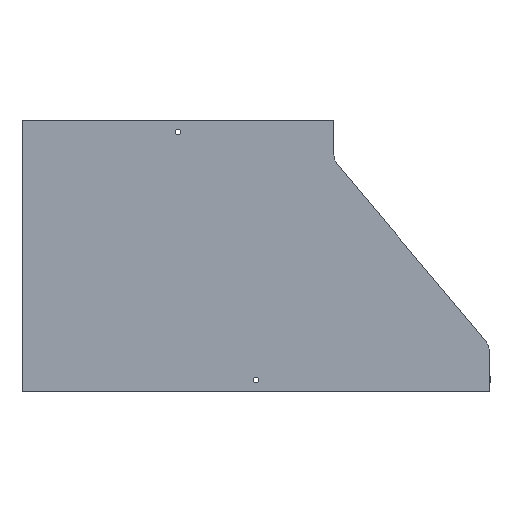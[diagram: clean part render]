
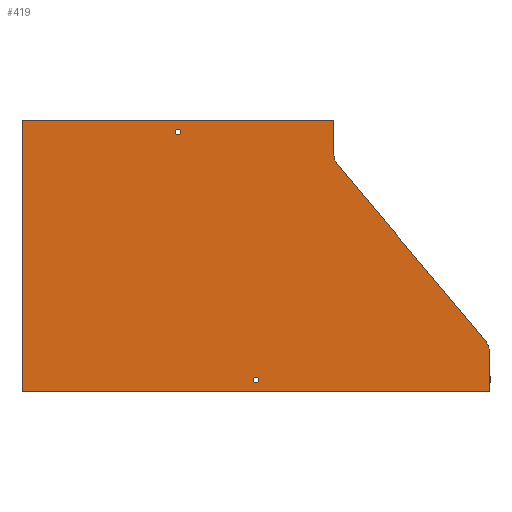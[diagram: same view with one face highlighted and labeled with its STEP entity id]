
A CAD part, front view. The second image highlights one B-rep face of the part: STEP entity #419.
In plain terms, the highlighted planar face has unit normal (0, -1, 0).
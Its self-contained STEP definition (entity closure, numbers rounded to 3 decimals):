
#8 = VERTEX_POINT ( 'NONE', #463 ) ;
#14 = VERTEX_POINT ( 'NONE', #464 ) ;
#18 = DIRECTION ( 'NONE',  ( 0., 0., 1. ) ) ;
#19 = DIRECTION ( 'NONE',  ( 0., 1., 0. ) ) ;
#34 = VERTEX_POINT ( 'NONE', #398 ) ;
#35 = FACE_BOUND ( 'NONE', #199, .T. ) ;
#39 = FACE_BOUND ( 'NONE', #193, .T. ) ;
#188 = EDGE_LOOP ( 'NONE', ( #1204, #1203, #1202, #1201, #1200, #1199, #1198, #1197 ) ) ;
#193 = EDGE_LOOP ( 'NONE', ( #1205 ) ) ;
#199 = EDGE_LOOP ( 'NONE', ( #1206 ) ) ;
#227 = DIRECTION ( 'NONE',  ( 0., 0., -1. ) ) ;
#228 = DIRECTION ( 'NONE',  ( 0., 0., 1. ) ) ;
#229 = DIRECTION ( 'NONE',  ( -0.643, 0., 0.766 ) ) ;
#231 = CARTESIAN_POINT ( 'NONE',  ( 570., 0., -300.288 ) ) ;
#232 = DIRECTION ( 'NONE',  ( 0., -1., 0. ) ) ;
#233 = DIRECTION ( 'NONE',  ( 0., 0., 1. ) ) ;
#235 = CARTESIAN_POINT ( 'NONE',  ( 420., 0., -44.069 ) ) ;
#236 = DIRECTION ( 'NONE',  ( 0., 1., 0. ) ) ;
#237 = DIRECTION ( 'NONE',  ( 0., 0., 1. ) ) ;
#328 = CARTESIAN_POINT ( 'NONE',  ( 400., 0., 0. ) ) ;
#334 = CARTESIAN_POINT ( 'NONE',  ( 400., 0., -44.069 ) ) ;
#338 = CARTESIAN_POINT ( 'NONE',  ( 0., 0., 0. ) ) ;
#339 = CARTESIAN_POINT ( 'NONE',  ( 600., 0., -300.288 ) ) ;
#348 = CARTESIAN_POINT ( 'NONE',  ( 600., 0., -348. ) ) ;
#364 = CARTESIAN_POINT ( 'NONE',  ( 200., 0., -18.5 ) ) ;
#366 = CARTESIAN_POINT ( 'NONE',  ( 300., 0., -336.5 ) ) ;
#398 = CARTESIAN_POINT ( 'NONE',  ( 592.967, 0., -280.987 ) ) ;
#419 = ADVANCED_FACE ( 'NONE', ( #35, #39, #1179 ), #837, .F. ) ;
#457 = DIRECTION ( 'NONE',  ( 0., -1., 0. ) ) ;
#463 = CARTESIAN_POINT ( 'NONE',  ( 404.688, 0., -56.935 ) ) ;
#464 = CARTESIAN_POINT ( 'NONE',  ( 0., 0., -348. ) ) ;
#495 = AXIS2_PLACEMENT_3D ( 'NONE', #835, #19, #18 ) ;
#505 = EDGE_CURVE ( 'NONE', #1086, #1078, #646, .T. ) ;
#521 = EDGE_CURVE ( 'NONE', #1163, #1154, #674, .T. ) ;
#539 = EDGE_CURVE ( 'NONE', #1153, #1078, #705, .T. ) ;
#542 = EDGE_CURVE ( 'NONE', #1163, #14, #711, .T. ) ;
#547 = EDGE_CURVE ( 'NONE', #799, #799, #721, .T. ) ;
#548 = EDGE_CURVE ( 'NONE', #795, #795, #725, .T. ) ;
#549 = EDGE_CURVE ( 'NONE', #14, #1153, #723, .T. ) ;
#550 = EDGE_CURVE ( 'NONE', #1154, #34, #724, .T. ) ;
#551 = EDGE_CURVE ( 'NONE', #34, #8, #728, .T. ) ;
#552 = EDGE_CURVE ( 'NONE', #8, #1086, #726, .T. ) ;
#646 = LINE ( 'NONE', #974, #648 ) ;
#648 = VECTOR ( 'NONE', #975, 1000. ) ;
#674 = LINE ( 'NONE', #1010, #676 ) ;
#676 = VECTOR ( 'NONE', #1011, 1000. ) ;
#705 = LINE ( 'NONE', #1057, #708 ) ;
#708 = VECTOR ( 'NONE', #1058, 1000. ) ;
#711 = LINE ( 'NONE', #1063, #714 ) ;
#714 = VECTOR ( 'NONE', #1064, 1000. ) ;
#721 = CIRCLE ( 'NONE', #1105, 3.5 ) ;
#723 = LINE ( 'NONE', #1066, #727 ) ;
#724 = CIRCLE ( 'NONE', #1103, 30. ) ;
#725 = CIRCLE ( 'NONE', #1104, 3.5 ) ;
#726 = CIRCLE ( 'NONE', #1102, 20. ) ;
#727 = VECTOR ( 'NONE', #228, 1000. ) ;
#728 = LINE ( 'NONE', #1073, #729 ) ;
#729 = VECTOR ( 'NONE', #229, 1000. ) ;
#795 = VERTEX_POINT ( 'NONE', #364 ) ;
#799 = VERTEX_POINT ( 'NONE', #366 ) ;
#835 = CARTESIAN_POINT ( 'NONE',  ( -420., 0., -44.069 ) ) ;
#837 = PLANE ( 'NONE',  #495 ) ;
#974 = CARTESIAN_POINT ( 'NONE',  ( 400., 0., 0. ) ) ;
#975 = DIRECTION ( 'NONE',  ( 0., 0., 1. ) ) ;
#1010 = CARTESIAN_POINT ( 'NONE',  ( 600., 0., -300.288 ) ) ;
#1011 = DIRECTION ( 'NONE',  ( 0., 0., 1. ) ) ;
#1057 = CARTESIAN_POINT ( 'NONE',  ( -400., 0., 0. ) ) ;
#1058 = DIRECTION ( 'NONE',  ( 1., 0., 0. ) ) ;
#1063 = CARTESIAN_POINT ( 'NONE',  ( -600., 0., -348. ) ) ;
#1064 = DIRECTION ( 'NONE',  ( -1., 0., 0. ) ) ;
#1066 = CARTESIAN_POINT ( 'NONE',  ( 0., 0., 0. ) ) ;
#1073 = CARTESIAN_POINT ( 'NONE',  ( 404.688, 0., -56.935 ) ) ;
#1074 = CARTESIAN_POINT ( 'NONE',  ( 300., 0., -333. ) ) ;
#1075 = DIRECTION ( 'NONE',  ( 0., -1., 0. ) ) ;
#1076 = DIRECTION ( 'NONE',  ( 0., 0., -1. ) ) ;
#1078 = VERTEX_POINT ( 'NONE', #328 ) ;
#1086 = VERTEX_POINT ( 'NONE', #334 ) ;
#1102 = AXIS2_PLACEMENT_3D ( 'NONE', #235, #236, #237 ) ;
#1103 = AXIS2_PLACEMENT_3D ( 'NONE', #231, #232, #233 ) ;
#1104 = AXIS2_PLACEMENT_3D ( 'NONE', #1269, #457, #227 ) ;
#1105 = AXIS2_PLACEMENT_3D ( 'NONE', #1074, #1075, #1076 ) ;
#1153 = VERTEX_POINT ( 'NONE', #338 ) ;
#1154 = VERTEX_POINT ( 'NONE', #339 ) ;
#1163 = VERTEX_POINT ( 'NONE', #348 ) ;
#1179 = FACE_OUTER_BOUND ( 'NONE', #188, .T. ) ;
#1197 = ORIENTED_EDGE ( 'NONE', *, *, #505, .T. ) ;
#1198 = ORIENTED_EDGE ( 'NONE', *, *, #552, .T. ) ;
#1199 = ORIENTED_EDGE ( 'NONE', *, *, #551, .T. ) ;
#1200 = ORIENTED_EDGE ( 'NONE', *, *, #550, .T. ) ;
#1201 = ORIENTED_EDGE ( 'NONE', *, *, #521, .T. ) ;
#1202 = ORIENTED_EDGE ( 'NONE', *, *, #542, .F. ) ;
#1203 = ORIENTED_EDGE ( 'NONE', *, *, #549, .F. ) ;
#1204 = ORIENTED_EDGE ( 'NONE', *, *, #539, .F. ) ;
#1205 = ORIENTED_EDGE ( 'NONE', *, *, #548, .F. ) ;
#1206 = ORIENTED_EDGE ( 'NONE', *, *, #547, .F. ) ;
#1269 = CARTESIAN_POINT ( 'NONE',  ( 200., 0., -15. ) ) ;
